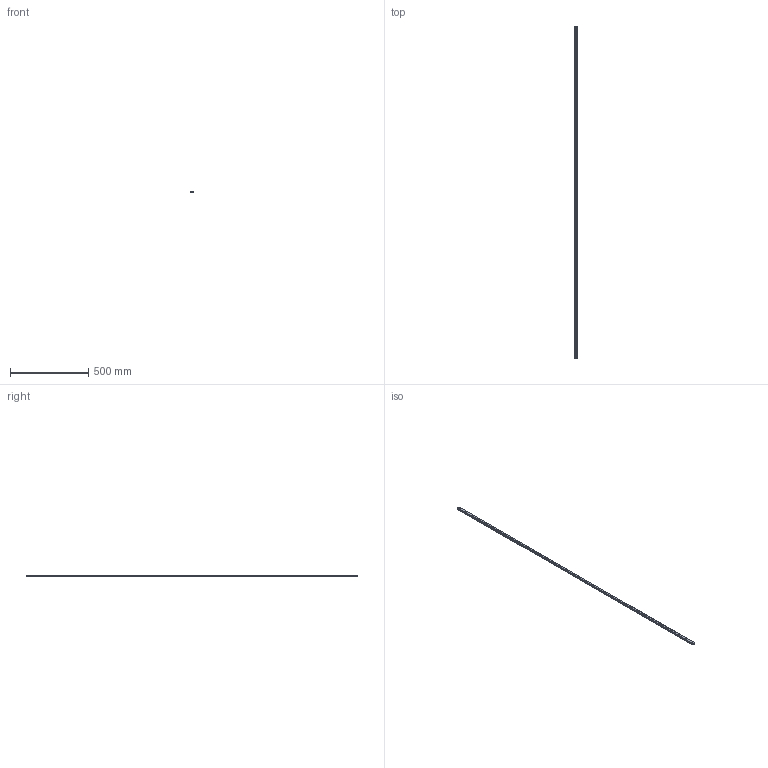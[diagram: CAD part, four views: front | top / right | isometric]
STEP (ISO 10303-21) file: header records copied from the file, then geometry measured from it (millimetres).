
FILE_DESCRIPTION(('STEP AP214'),'1');
FILE_NAME('cctmp_F6E0A201-7901-4FFD-91D6-F54B8B204910_2021_02_02_11_47_32_0033..stp','2021-02-02T10:47:32',('HIWIN GmbH'),('CADClick - www.CADClick.com'),'Spatial InterOp 3D',' ','unknown authorization');
FILE_SCHEMA(('AUTOMOTIVE_DESIGN'));
Length unit declared in the file: millimetre
Products named in the file (1): EGR15U2120C_FILE
Bounding box: 15 x 2120 x 12.5 mm (x, y, z)
Volume: 337503.4 mm3; surface area: 129370.7 mm2
Topology: 1 solids, 1 shells, 463 faces, 1155 edges, 770 vertices
Faces by surface type: cylinder 234, plane 229
Entity records: 17829 total; most frequent: DIRECTION 2695, CARTESIAN_POINT 2389, ORIENTED_EDGE 2310, EDGE_CURVE 1155, AXIS2_PLACEMENT_3D 1076, VERTEX_POINT 770, LINE 543, VECTOR 543
